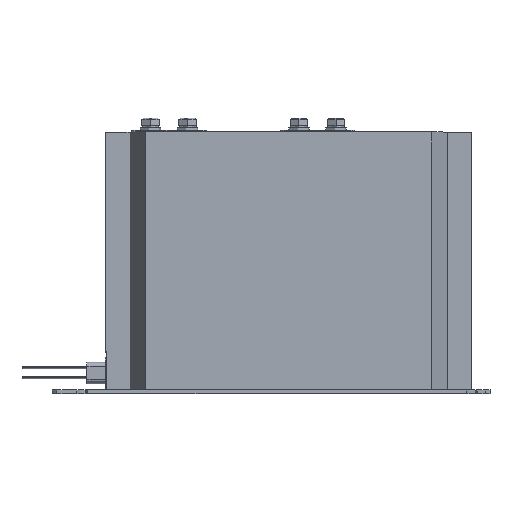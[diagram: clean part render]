
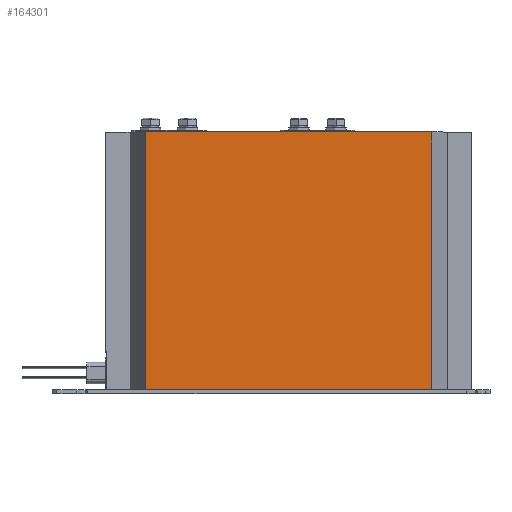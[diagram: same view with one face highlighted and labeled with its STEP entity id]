
A CAD part, top view. The second image highlights one B-rep face of the part: STEP entity #164301.
In plain terms, the highlighted face is planar.
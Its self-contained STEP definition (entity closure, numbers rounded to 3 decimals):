
#2619 = CARTESIAN_POINT ( 'NONE',  ( -154.257, -89., 0. ) ) ;
#3800 = VERTEX_POINT ( 'NONE', #2619 ) ;
#7493 = VECTOR ( 'NONE', #146633, 1000. ) ;
#15595 = EDGE_CURVE ( 'NONE', #3800, #17179, #136422, .T. ) ;
#17179 = VERTEX_POINT ( 'NONE', #39244 ) ;
#17281 = VERTEX_POINT ( 'NONE', #103414 ) ;
#24292 = DIRECTION ( 'NONE',  ( 1., 0., 0. ) ) ;
#24844 = EDGE_LOOP ( 'NONE', ( #167831, #103100, #166606, #115465 ) ) ;
#25270 = CARTESIAN_POINT ( 'NONE',  ( -154.257, -89., 278. ) ) ;
#39244 = CARTESIAN_POINT ( 'NONE',  ( 154.257, -89., 0. ) ) ;
#49281 = FACE_OUTER_BOUND ( 'NONE', #24844, .T. ) ;
#50535 = PLANE ( 'NONE',  #86170 ) ;
#66042 = CARTESIAN_POINT ( 'NONE',  ( -154.257, -89., 278. ) ) ;
#66711 = EDGE_CURVE ( 'NONE', #71052, #3800, #115532, .T. ) ;
#71052 = VERTEX_POINT ( 'NONE', #126398 ) ;
#83484 = CARTESIAN_POINT ( 'NONE',  ( -154.257, -89., 278. ) ) ;
#86170 = AXIS2_PLACEMENT_3D ( 'NONE', #66042, #189653, #97181 ) ;
#97181 = DIRECTION ( 'NONE',  ( -1., 0., 0. ) ) ;
#99104 = DIRECTION ( 'NONE',  ( 1., 0., 0. ) ) ;
#103100 = ORIENTED_EDGE ( 'NONE', *, *, #188951, .F. ) ;
#103414 = CARTESIAN_POINT ( 'NONE',  ( 154.257, -89., 278. ) ) ;
#115465 = ORIENTED_EDGE ( 'NONE', *, *, #66711, .T. ) ;
#115532 = LINE ( 'NONE', #25270, #197659 ) ;
#126398 = CARTESIAN_POINT ( 'NONE',  ( -154.257, -89., 278. ) ) ;
#131108 = CARTESIAN_POINT ( 'NONE',  ( 154.257, -89., 278. ) ) ;
#132395 = CARTESIAN_POINT ( 'NONE',  ( -154.257, -89., 0. ) ) ;
#133359 = DIRECTION ( 'NONE',  ( 0., 0., -1. ) ) ;
#136422 = LINE ( 'NONE', #132395, #177456 ) ;
#146633 = DIRECTION ( 'NONE',  ( 0., 0., -1. ) ) ;
#157394 = VECTOR ( 'NONE', #99104, 1000. ) ;
#162139 = LINE ( 'NONE', #131108, #7493 ) ;
#162245 = LINE ( 'NONE', #83484, #157394 ) ;
#164301 = ADVANCED_FACE ( 'NONE', ( #49281 ), #50535, .F. ) ;
#165205 = EDGE_CURVE ( 'NONE', #71052, #17281, #162245, .T. ) ;
#166606 = ORIENTED_EDGE ( 'NONE', *, *, #165205, .F. ) ;
#167831 = ORIENTED_EDGE ( 'NONE', *, *, #15595, .T. ) ;
#177456 = VECTOR ( 'NONE', #24292, 1000. ) ;
#188951 = EDGE_CURVE ( 'NONE', #17281, #17179, #162139, .T. ) ;
#189653 = DIRECTION ( 'NONE',  ( 0., 1., 0. ) ) ;
#197659 = VECTOR ( 'NONE', #133359, 1000. ) ;
